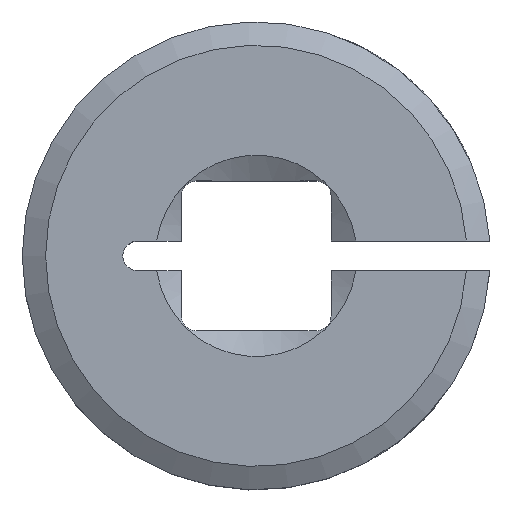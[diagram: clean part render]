
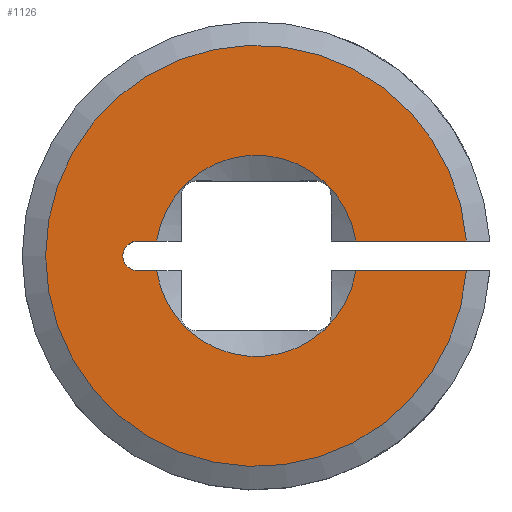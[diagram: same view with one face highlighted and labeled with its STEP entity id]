
A CAD part, top view. The second image highlights one B-rep face of the part: STEP entity #1126.
In plain terms, the highlighted planar face has unit normal (0, 0, 1).
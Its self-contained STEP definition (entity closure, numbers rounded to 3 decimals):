
#9 = DIRECTION ( 'NONE',  ( 0., 0., 1. ) ) ;
#34 = EDGE_CURVE ( 'NONE', #337, #1268, #1183, .T. ) ;
#39 = VECTOR ( 'NONE', #762, 1000. ) ;
#42 = CARTESIAN_POINT ( 'NONE',  ( 3.2, -0.635, 3.175 ) ) ;
#72 = VERTEX_POINT ( 'NONE', #318 ) ;
#79 = EDGE_CURVE ( 'NONE', #901, #337, #519, .T. ) ;
#82 = ORIENTED_EDGE ( 'NONE', *, *, #425, .T. ) ;
#101 = AXIS2_PLACEMENT_3D ( 'NONE', #431, #348, #343 ) ;
#102 = CARTESIAN_POINT ( 'NONE',  ( -5.065, 0.635, 3.175 ) ) ;
#109 = ORIENTED_EDGE ( 'NONE', *, *, #475, .T. ) ;
#134 = AXIS2_PLACEMENT_3D ( 'NONE', #547, #188, #616 ) ;
#146 = FACE_OUTER_BOUND ( 'NONE', #598, .T. ) ;
#156 = LINE ( 'NONE', #994, #409 ) ;
#164 = ORIENTED_EDGE ( 'NONE', *, *, #449, .F. ) ;
#181 = DIRECTION ( 'NONE',  ( 0., 0., 1. ) ) ;
#188 = DIRECTION ( 'NONE',  ( 0., 0., -1. ) ) ;
#193 = CARTESIAN_POINT ( 'NONE',  ( 4.253, 0.635, 3.175 ) ) ;
#201 = DIRECTION ( 'NONE',  ( 1., 0., 0. ) ) ;
#213 = CARTESIAN_POINT ( 'NONE',  ( 0., 0., 3.175 ) ) ;
#219 = ORIENTED_EDGE ( 'NONE', *, *, #783, .T. ) ;
#318 = CARTESIAN_POINT ( 'NONE',  ( 4.253, -0.635, 3.175 ) ) ;
#337 = VERTEX_POINT ( 'NONE', #529 ) ;
#343 = DIRECTION ( 'NONE',  ( 1., 0., 0. ) ) ;
#348 = DIRECTION ( 'NONE',  ( 0., 0., -1. ) ) ;
#379 = DIRECTION ( 'NONE',  ( -1., 0., 0. ) ) ;
#409 = VECTOR ( 'NONE', #379, 1000. ) ;
#425 = EDGE_CURVE ( 'NONE', #687, #727, #593, .T. ) ;
#428 = CARTESIAN_POINT ( 'NONE',  ( -5.065, 0., 3.175 ) ) ;
#431 = CARTESIAN_POINT ( 'NONE',  ( 0., 0., 3.175 ) ) ;
#449 = EDGE_CURVE ( 'NONE', #841, #1040, #481, .T. ) ;
#460 = DIRECTION ( 'NONE',  ( 0., 0., 1. ) ) ;
#470 = CARTESIAN_POINT ( 'NONE',  ( 0., 0., 3.175 ) ) ;
#475 = EDGE_CURVE ( 'NONE', #72, #513, #1303, .T. ) ;
#481 = CIRCLE ( 'NONE', #556, 4.3 ) ;
#487 = CARTESIAN_POINT ( 'NONE',  ( -3.2, 0.635, 3.175 ) ) ;
#513 = VERTEX_POINT ( 'NONE', #1105 ) ;
#519 = CIRCLE ( 'NONE', #134, 0.635 ) ;
#528 = ORIENTED_EDGE ( 'NONE', *, *, #79, .T. ) ;
#529 = CARTESIAN_POINT ( 'NONE',  ( -5.7, 0., 3.175 ) ) ;
#547 = CARTESIAN_POINT ( 'NONE',  ( -5.065, 0., 3.175 ) ) ;
#556 = AXIS2_PLACEMENT_3D ( 'NONE', #876, #9, #868 ) ;
#572 = CARTESIAN_POINT ( 'NONE',  ( 8.978, 0.635, 3.175 ) ) ;
#579 = PLANE ( 'NONE',  #1325 ) ;
#593 = CIRCLE ( 'NONE', #614, 9. ) ;
#598 = EDGE_LOOP ( 'NONE', ( #839, #109, #1005, #528, #1036, #219, #164, #1097, #82 ) ) ;
#614 = AXIS2_PLACEMENT_3D ( 'NONE', #213, #460, #747 ) ;
#616 = DIRECTION ( 'NONE',  ( 1., 0., 0. ) ) ;
#621 = EDGE_CURVE ( 'NONE', #513, #901, #156, .T. ) ;
#687 = VERTEX_POINT ( 'NONE', #572 ) ;
#698 = EDGE_CURVE ( 'NONE', #727, #72, #866, .T. ) ;
#727 = VERTEX_POINT ( 'NONE', #775 ) ;
#747 = DIRECTION ( 'NONE',  ( 1., 0., 0. ) ) ;
#762 = DIRECTION ( 'NONE',  ( -1., 0., 0. ) ) ;
#775 = CARTESIAN_POINT ( 'NONE',  ( 8.978, -0.635, 3.175 ) ) ;
#783 = EDGE_CURVE ( 'NONE', #1268, #1040, #1013, .T. ) ;
#786 = VECTOR ( 'NONE', #900, 1000. ) ;
#833 = EDGE_CURVE ( 'NONE', #841, #687, #1139, .T. ) ;
#839 = ORIENTED_EDGE ( 'NONE', *, *, #698, .T. ) ;
#841 = VERTEX_POINT ( 'NONE', #193 ) ;
#866 = LINE ( 'NONE', #42, #39 ) ;
#868 = DIRECTION ( 'NONE',  ( 1., 0., 0. ) ) ;
#876 = CARTESIAN_POINT ( 'NONE',  ( 0., 0., 3.175 ) ) ;
#900 = DIRECTION ( 'NONE',  ( 1., 0., 0. ) ) ;
#901 = VERTEX_POINT ( 'NONE', #941 ) ;
#928 = DIRECTION ( 'NONE',  ( 1., 0., 0. ) ) ;
#941 = CARTESIAN_POINT ( 'NONE',  ( -5.065, -0.635, 3.175 ) ) ;
#949 = CARTESIAN_POINT ( 'NONE',  ( 3.2, 0.635, 3.175 ) ) ;
#994 = CARTESIAN_POINT ( 'NONE',  ( -5.7, -0.635, 3.175 ) ) ;
#1005 = ORIENTED_EDGE ( 'NONE', *, *, #621, .T. ) ;
#1013 = LINE ( 'NONE', #487, #786 ) ;
#1027 = DIRECTION ( 'NONE',  ( 0., 0., -1. ) ) ;
#1036 = ORIENTED_EDGE ( 'NONE', *, *, #34, .T. ) ;
#1040 = VERTEX_POINT ( 'NONE', #1054 ) ;
#1054 = CARTESIAN_POINT ( 'NONE',  ( -4.253, 0.635, 3.175 ) ) ;
#1097 = ORIENTED_EDGE ( 'NONE', *, *, #833, .T. ) ;
#1105 = CARTESIAN_POINT ( 'NONE',  ( -4.253, -0.635, 3.175 ) ) ;
#1126 = ADVANCED_FACE ( 'NONE', ( #146 ), #579, .T. ) ;
#1139 = LINE ( 'NONE', #949, #1178 ) ;
#1178 = VECTOR ( 'NONE', #201, 1000. ) ;
#1183 = CIRCLE ( 'NONE', #1311, 0.635 ) ;
#1231 = DIRECTION ( 'NONE',  ( 1., 0., 0. ) ) ;
#1268 = VERTEX_POINT ( 'NONE', #102 ) ;
#1303 = CIRCLE ( 'NONE', #101, 4.3 ) ;
#1311 = AXIS2_PLACEMENT_3D ( 'NONE', #428, #1027, #928 ) ;
#1325 = AXIS2_PLACEMENT_3D ( 'NONE', #470, #181, #1231 ) ;
